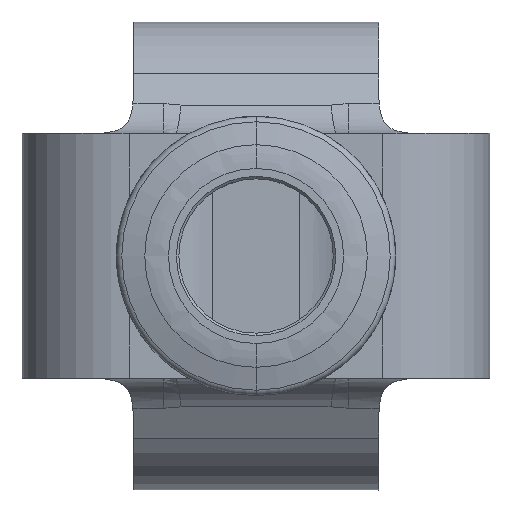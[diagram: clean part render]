
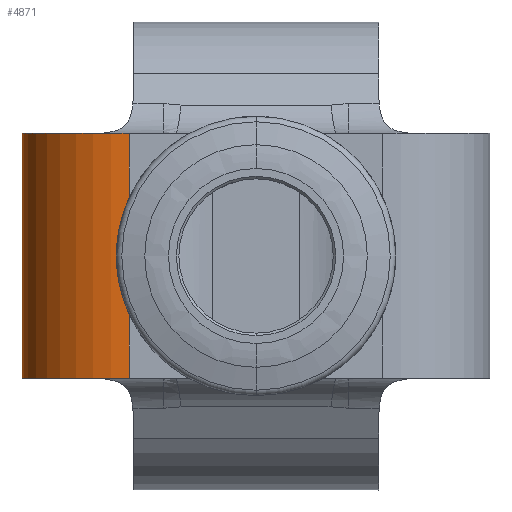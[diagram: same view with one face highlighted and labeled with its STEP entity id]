
A CAD part, front view. The second image highlights one B-rep face of the part: STEP entity #4871.
In plain terms, the highlighted cylindrical face has radius 11.113 mm (diameter 22.225 mm), a partial arc.
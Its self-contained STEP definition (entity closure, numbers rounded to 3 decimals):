
#82 = EDGE_CURVE ( 'NONE', #2404, #2889, #2420, .T. ) ;
#96 = LINE ( 'NONE', #1919, #1423 ) ;
#106 = LINE ( 'NONE', #2396, #6008 ) ;
#112 = EDGE_CURVE ( 'NONE', #2889, #1138, #5869, .T. ) ;
#157 = EDGE_CURVE ( 'NONE', #2233, #1138, #3348, .T. ) ;
#357 = CARTESIAN_POINT ( 'NONE',  ( -53.997, -23.001, -17.97 ) ) ;
#677 = CYLINDRICAL_SURFACE ( 'NONE', #6763, 11.113 ) ;
#860 = FACE_OUTER_BOUND ( 'NONE', #5744, .T. ) ;
#1138 = VERTEX_POINT ( 'NONE', #6105 ) ;
#1381 = CARTESIAN_POINT ( 'NONE',  ( -42.884, -34.114, -17.974 ) ) ;
#1389 = DIRECTION ( 'NONE',  ( 0., 0., 1. ) ) ;
#1423 = VECTOR ( 'NONE', #1880, 1000. ) ;
#1639 = CARTESIAN_POINT ( 'NONE',  ( -42.884, -34.114, -17.974 ) ) ;
#1649 = DIRECTION ( 'NONE',  ( 0., 0., 1. ) ) ;
#1880 = DIRECTION ( 'NONE',  ( 0., 0., 1. ) ) ;
#1888 = VERTEX_POINT ( 'NONE', #4711 ) ;
#1919 = CARTESIAN_POINT ( 'NONE',  ( -42.884, -34.114, -17.974 ) ) ;
#2111 = DIRECTION ( 'NONE',  ( 0., 0., -1. ) ) ;
#2130 = CARTESIAN_POINT ( 'NONE',  ( -42.884, -34.114, 7.43 ) ) ;
#2233 = VERTEX_POINT ( 'NONE', #3078 ) ;
#2367 = DIRECTION ( 'NONE',  ( 0., 0., -1. ) ) ;
#2396 = CARTESIAN_POINT ( 'NONE',  ( -53.997, -23.001, 7.43 ) ) ;
#2404 = VERTEX_POINT ( 'NONE', #2627 ) ;
#2420 = LINE ( 'NONE', #1381, #3485 ) ;
#2443 = CARTESIAN_POINT ( 'NONE',  ( -42.884, -34.114, 0.795 ) ) ;
#2627 = CARTESIAN_POINT ( 'NONE',  ( -42.884, -34.114, -11.343 ) ) ;
#2736 = VECTOR ( 'NONE', #2111, 1000. ) ;
#2889 = VERTEX_POINT ( 'NONE', #2443 ) ;
#3078 = CARTESIAN_POINT ( 'NONE',  ( -42.884, -34.114, 7.43 ) ) ;
#3348 = LINE ( 'NONE', #2130, #2736 ) ;
#3485 = VECTOR ( 'NONE', #1389, 1000. ) ;
#4420 = DIRECTION ( 'NONE',  ( 1., 0., 0. ) ) ;
#4446 = DIRECTION ( 'NONE',  ( 0., 0., 1. ) ) ;
#4464 = CARTESIAN_POINT ( 'NONE',  ( -42.884, -23.001, 7.43 ) ) ;
#4711 = CARTESIAN_POINT ( 'NONE',  ( -42.884, -34.114, -17.97 ) ) ;
#4844 = VERTEX_POINT ( 'NONE', #357 ) ;
#4871 = ADVANCED_FACE ( 'NONE', ( #860 ), #677, .T. ) ;
#5095 = VERTEX_POINT ( 'NONE', #5207 ) ;
#5133 = DIRECTION ( 'NONE',  ( 1., 0., 0. ) ) ;
#5143 = DIRECTION ( 'NONE',  ( 0., 0., 1. ) ) ;
#5149 = CARTESIAN_POINT ( 'NONE',  ( -42.884, -23.001, -17.97 ) ) ;
#5207 = CARTESIAN_POINT ( 'NONE',  ( -53.997, -23.001, 7.43 ) ) ;
#5744 = EDGE_LOOP ( 'NONE', ( #6467, #6320, #6312, #6241, #6162, #6088, #5932 ) ) ;
#5869 = LINE ( 'NONE', #1639, #6198 ) ;
#5932 = ORIENTED_EDGE ( 'NONE', *, *, #157, .F. ) ;
#5972 = EDGE_CURVE ( 'NONE', #5095, #2233, #6614, .T. ) ;
#6008 = VECTOR ( 'NONE', #2367, 1000. ) ;
#6088 = ORIENTED_EDGE ( 'NONE', *, *, #112, .T. ) ;
#6105 = CARTESIAN_POINT ( 'NONE',  ( -42.884, -34.114, 7.426 ) ) ;
#6162 = ORIENTED_EDGE ( 'NONE', *, *, #82, .T. ) ;
#6186 = EDGE_CURVE ( 'NONE', #5095, #4844, #106, .T. ) ;
#6198 = VECTOR ( 'NONE', #1649, 1000. ) ;
#6235 = AXIS2_PLACEMENT_3D ( 'NONE', #5149, #5143, #5133 ) ;
#6241 = ORIENTED_EDGE ( 'NONE', *, *, #6625, .T. ) ;
#6268 = AXIS2_PLACEMENT_3D ( 'NONE', #4464, #4446, #4420 ) ;
#6312 = ORIENTED_EDGE ( 'NONE', *, *, #6426, .T. ) ;
#6320 = ORIENTED_EDGE ( 'NONE', *, *, #6186, .T. ) ;
#6426 = EDGE_CURVE ( 'NONE', #4844, #1888, #6607, .T. ) ;
#6467 = ORIENTED_EDGE ( 'NONE', *, *, #5972, .F. ) ;
#6607 = CIRCLE ( 'NONE', #6235, 11.113 ) ;
#6614 = CIRCLE ( 'NONE', #6268, 11.113 ) ;
#6625 = EDGE_CURVE ( 'NONE', #1888, #2404, #96, .T. ) ;
#6675 = DIRECTION ( 'NONE',  ( -1., 0., 0. ) ) ;
#6683 = DIRECTION ( 'NONE',  ( 0., 0., -1. ) ) ;
#6763 = AXIS2_PLACEMENT_3D ( 'NONE', #6900, #6683, #6675 ) ;
#6900 = CARTESIAN_POINT ( 'NONE',  ( -42.884, -23.001, 7.43 ) ) ;
